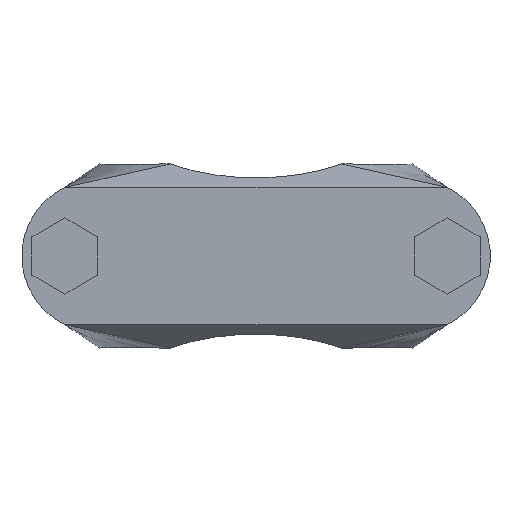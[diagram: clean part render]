
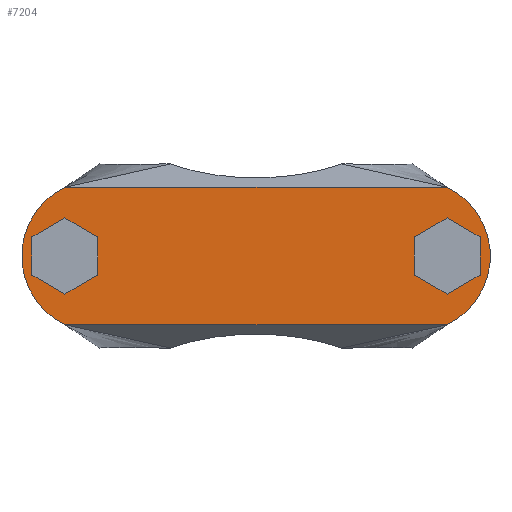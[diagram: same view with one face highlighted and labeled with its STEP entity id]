
A CAD part, front view. The second image highlights one B-rep face of the part: STEP entity #7204.
In plain terms, the highlighted planar face has unit normal (0, -1, 0).
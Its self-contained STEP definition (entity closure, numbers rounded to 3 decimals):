
#26 = CIRCLE ( 'NONE', #6806, 12.332 ) ;
#184 = DIRECTION ( 'NONE',  ( 0., 0., -1. ) ) ;
#225 = EDGE_CURVE ( 'NONE', #8191, #249, #4083, .T. ) ;
#249 = VERTEX_POINT ( 'NONE', #6609 ) ;
#424 = EDGE_CURVE ( 'NONE', #4579, #7156, #5889, .T. ) ;
#435 = CARTESIAN_POINT ( 'NONE',  ( -25.654, -17.336, 3.08 ) ) ;
#468 = DIRECTION ( 'NONE',  ( 0., -1., 0. ) ) ;
#501 = VERTEX_POINT ( 'NONE', #1101 ) ;
#502 = CARTESIAN_POINT ( 'NONE',  ( 30.988, -17.336, 11.113 ) ) ;
#530 = LINE ( 'NONE', #3867, #751 ) ;
#620 = VERTEX_POINT ( 'NONE', #4660 ) ;
#624 = VERTEX_POINT ( 'NONE', #3894 ) ;
#625 = VECTOR ( 'NONE', #5512, 1000. ) ;
#644 = ORIENTED_EDGE ( 'NONE', *, *, #1218, .F. ) ;
#734 = VERTEX_POINT ( 'NONE', #435 ) ;
#751 = VECTOR ( 'NONE', #8671, 1000. ) ;
#765 = DIRECTION ( 'NONE',  ( 0., -1., 0. ) ) ;
#866 = VECTOR ( 'NONE', #1726, 1000. ) ;
#941 = EDGE_CURVE ( 'NONE', #624, #734, #1869, .T. ) ;
#1049 = CARTESIAN_POINT ( 'NONE',  ( -30.988, -17.336, -6.159 ) ) ;
#1059 = CARTESIAN_POINT ( 'NONE',  ( 36.322, -17.336, 3.08 ) ) ;
#1063 = DIRECTION ( 'NONE',  ( -0.866, 0., 0.5 ) ) ;
#1089 = EDGE_CURVE ( 'NONE', #620, #1610, #1436, .T. ) ;
#1101 = CARTESIAN_POINT ( 'NONE',  ( -30.988, -17.336, -11.112 ) ) ;
#1105 = ORIENTED_EDGE ( 'NONE', *, *, #225, .T. ) ;
#1218 = EDGE_CURVE ( 'NONE', #3269, #3156, #3067, .T. ) ;
#1286 = ORIENTED_EDGE ( 'NONE', *, *, #6075, .T. ) ;
#1335 = VECTOR ( 'NONE', #7153, 1000. ) ;
#1359 = CARTESIAN_POINT ( 'NONE',  ( 30.988, -17.336, -11.112 ) ) ;
#1374 = ORIENTED_EDGE ( 'NONE', *, *, #1089, .F. ) ;
#1436 = LINE ( 'NONE', #7081, #7404 ) ;
#1455 = CARTESIAN_POINT ( 'NONE',  ( -25.641, -17.336, 0. ) ) ;
#1498 = EDGE_CURVE ( 'NONE', #3156, #4579, #2649, .T. ) ;
#1507 = ORIENTED_EDGE ( 'NONE', *, *, #6495, .F. ) ;
#1610 = VERTEX_POINT ( 'NONE', #5833 ) ;
#1726 = DIRECTION ( 'NONE',  ( 0.866, 0., 0.5 ) ) ;
#1788 = CARTESIAN_POINT ( 'NONE',  ( 30.988, -17.336, -6.159 ) ) ;
#1869 = LINE ( 'NONE', #3534, #9002 ) ;
#2050 = CARTESIAN_POINT ( 'NONE',  ( -30.988, -17.336, -11.112 ) ) ;
#2112 = CARTESIAN_POINT ( 'NONE',  ( 36.322, -17.336, -3.08 ) ) ;
#2180 = EDGE_LOOP ( 'NONE', ( #2550, #5618, #5132, #644, #3407, #2667 ) ) ;
#2201 = VECTOR ( 'NONE', #4330, 1000. ) ;
#2269 = AXIS2_PLACEMENT_3D ( 'NONE', #1455, #765, #5628 ) ;
#2271 = VERTEX_POINT ( 'NONE', #5581 ) ;
#2427 = VECTOR ( 'NONE', #2886, 1000. ) ;
#2550 = ORIENTED_EDGE ( 'NONE', *, *, #6671, .F. ) ;
#2649 = LINE ( 'NONE', #3648, #2427 ) ;
#2667 = ORIENTED_EDGE ( 'NONE', *, *, #8963, .F. ) ;
#2726 = VERTEX_POINT ( 'NONE', #1049 ) ;
#2739 = LINE ( 'NONE', #1788, #866 ) ;
#2886 = DIRECTION ( 'NONE',  ( 0., 0., -1. ) ) ;
#2945 = EDGE_LOOP ( 'NONE', ( #4169, #1507, #1374, #6447, #5426, #5807 ) ) ;
#2953 = LINE ( 'NONE', #3844, #4387 ) ;
#3002 = CARTESIAN_POINT ( 'NONE',  ( 36.322, -17.336, 3.08 ) ) ;
#3051 = FACE_BOUND ( 'NONE', #2945, .T. ) ;
#3067 = LINE ( 'NONE', #4506, #6542 ) ;
#3156 = VERTEX_POINT ( 'NONE', #6009 ) ;
#3261 = VERTEX_POINT ( 'NONE', #1059 ) ;
#3269 = VERTEX_POINT ( 'NONE', #3738 ) ;
#3276 = FACE_OUTER_BOUND ( 'NONE', #3293, .T. ) ;
#3293 = EDGE_LOOP ( 'NONE', ( #4700, #8416, #1286, #1105 ) ) ;
#3298 = EDGE_CURVE ( 'NONE', #2726, #624, #530, .T. ) ;
#3407 = ORIENTED_EDGE ( 'NONE', *, *, #4665, .F. ) ;
#3440 = CARTESIAN_POINT ( 'NONE',  ( 30.988, -17.336, -6.159 ) ) ;
#3534 = CARTESIAN_POINT ( 'NONE',  ( -25.654, -17.336, -3.08 ) ) ;
#3644 = DIRECTION ( 'NONE',  ( 0., 0., -1. ) ) ;
#3648 = CARTESIAN_POINT ( 'NONE',  ( 25.654, -17.336, 3.08 ) ) ;
#3738 = CARTESIAN_POINT ( 'NONE',  ( 30.988, -17.336, 6.159 ) ) ;
#3804 = CARTESIAN_POINT ( 'NONE',  ( -36.322, -17.336, -3.08 ) ) ;
#3828 = VECTOR ( 'NONE', #3644, 1000. ) ;
#3844 = CARTESIAN_POINT ( 'NONE',  ( -25.654, -17.336, 3.08 ) ) ;
#3850 = VECTOR ( 'NONE', #7402, 1000. ) ;
#3867 = CARTESIAN_POINT ( 'NONE',  ( -30.988, -17.336, -6.159 ) ) ;
#3894 = CARTESIAN_POINT ( 'NONE',  ( -25.654, -17.336, -3.08 ) ) ;
#4083 = LINE ( 'NONE', #7744, #2201 ) ;
#4156 = LINE ( 'NONE', #2050, #625 ) ;
#4169 = ORIENTED_EDGE ( 'NONE', *, *, #4755, .F. ) ;
#4330 = DIRECTION ( 'NONE',  ( -1., 0., 0. ) ) ;
#4387 = VECTOR ( 'NONE', #1063, 1000. ) ;
#4432 = DIRECTION ( 'NONE',  ( 0., -1., 0. ) ) ;
#4447 = DIRECTION ( 'NONE',  ( -0.866, 0., -0.5 ) ) ;
#4506 = CARTESIAN_POINT ( 'NONE',  ( 30.988, -17.336, 6.159 ) ) ;
#4579 = VERTEX_POINT ( 'NONE', #7722 ) ;
#4597 = VERTEX_POINT ( 'NONE', #7033 ) ;
#4606 = VECTOR ( 'NONE', #7927, 1000. ) ;
#4660 = CARTESIAN_POINT ( 'NONE',  ( -30.988, -17.336, 6.159 ) ) ;
#4665 = EDGE_CURVE ( 'NONE', #3261, #3269, #8676, .T. ) ;
#4693 = CARTESIAN_POINT ( 'NONE',  ( 25.641, -17.336, 0. ) ) ;
#4700 = ORIENTED_EDGE ( 'NONE', *, *, #6885, .T. ) ;
#4755 = EDGE_CURVE ( 'NONE', #2271, #2726, #4821, .T. ) ;
#4821 = LINE ( 'NONE', #3804, #4606 ) ;
#4830 = EDGE_CURVE ( 'NONE', #734, #620, #2953, .T. ) ;
#4960 = PLANE ( 'NONE',  #2269 ) ;
#5132 = ORIENTED_EDGE ( 'NONE', *, *, #1498, .F. ) ;
#5256 = AXIS2_PLACEMENT_3D ( 'NONE', #8525, #4432, #184 ) ;
#5377 = DIRECTION ( 'NONE',  ( 0., 0., -1. ) ) ;
#5426 = ORIENTED_EDGE ( 'NONE', *, *, #941, .F. ) ;
#5512 = DIRECTION ( 'NONE',  ( 1., 0., 0. ) ) ;
#5581 = CARTESIAN_POINT ( 'NONE',  ( -36.322, -17.336, -3.08 ) ) ;
#5618 = ORIENTED_EDGE ( 'NONE', *, *, #424, .F. ) ;
#5628 = DIRECTION ( 'NONE',  ( 0., 0., -1. ) ) ;
#5807 = ORIENTED_EDGE ( 'NONE', *, *, #3298, .F. ) ;
#5833 = CARTESIAN_POINT ( 'NONE',  ( -36.322, -17.336, 3.08 ) ) ;
#5889 = LINE ( 'NONE', #7308, #3850 ) ;
#6009 = CARTESIAN_POINT ( 'NONE',  ( 25.654, -17.336, 3.08 ) ) ;
#6075 = EDGE_CURVE ( 'NONE', #8200, #8191, #26, .T. ) ;
#6273 = DIRECTION ( 'NONE',  ( 0., 0., 1. ) ) ;
#6447 = ORIENTED_EDGE ( 'NONE', *, *, #4830, .F. ) ;
#6495 = EDGE_CURVE ( 'NONE', #1610, #2271, #8236, .T. ) ;
#6511 = LINE ( 'NONE', #2112, #7898 ) ;
#6542 = VECTOR ( 'NONE', #4447, 1000. ) ;
#6609 = CARTESIAN_POINT ( 'NONE',  ( -30.988, -17.336, 11.112 ) ) ;
#6671 = EDGE_CURVE ( 'NONE', #7156, #4597, #2739, .T. ) ;
#6736 = DIRECTION ( 'NONE',  ( 0., 0., 1. ) ) ;
#6743 = FACE_BOUND ( 'NONE', #2180, .T. ) ;
#6806 = AXIS2_PLACEMENT_3D ( 'NONE', #4693, #468, #5377 ) ;
#6885 = EDGE_CURVE ( 'NONE', #249, #501, #7601, .T. ) ;
#7033 = CARTESIAN_POINT ( 'NONE',  ( 36.322, -17.336, -3.08 ) ) ;
#7081 = CARTESIAN_POINT ( 'NONE',  ( -30.988, -17.336, 6.159 ) ) ;
#7105 = DIRECTION ( 'NONE',  ( -0.866, 0., -0.5 ) ) ;
#7153 = DIRECTION ( 'NONE',  ( -0.866, 0., 0.5 ) ) ;
#7156 = VERTEX_POINT ( 'NONE', #3440 ) ;
#7204 = ADVANCED_FACE ( 'NONE', ( #3051, #3276, #6743 ), #4960, .T. ) ;
#7308 = CARTESIAN_POINT ( 'NONE',  ( 25.654, -17.336, -3.08 ) ) ;
#7402 = DIRECTION ( 'NONE',  ( 0.866, 0., -0.5 ) ) ;
#7404 = VECTOR ( 'NONE', #7105, 1000. ) ;
#7601 = CIRCLE ( 'NONE', #5256, 12.332 ) ;
#7722 = CARTESIAN_POINT ( 'NONE',  ( 25.654, -17.336, -3.08 ) ) ;
#7744 = CARTESIAN_POINT ( 'NONE',  ( 30.988, -17.336, 11.113 ) ) ;
#7771 = CARTESIAN_POINT ( 'NONE',  ( -36.322, -17.336, 3.08 ) ) ;
#7898 = VECTOR ( 'NONE', #6273, 1000. ) ;
#7927 = DIRECTION ( 'NONE',  ( 0.866, 0., -0.5 ) ) ;
#8191 = VERTEX_POINT ( 'NONE', #502 ) ;
#8200 = VERTEX_POINT ( 'NONE', #1359 ) ;
#8236 = LINE ( 'NONE', #7771, #3828 ) ;
#8248 = EDGE_CURVE ( 'NONE', #501, #8200, #4156, .T. ) ;
#8416 = ORIENTED_EDGE ( 'NONE', *, *, #8248, .T. ) ;
#8525 = CARTESIAN_POINT ( 'NONE',  ( -25.641, -17.336, 0. ) ) ;
#8671 = DIRECTION ( 'NONE',  ( 0.866, 0., 0.5 ) ) ;
#8676 = LINE ( 'NONE', #3002, #1335 ) ;
#8963 = EDGE_CURVE ( 'NONE', #4597, #3261, #6511, .T. ) ;
#9002 = VECTOR ( 'NONE', #6736, 1000. ) ;
